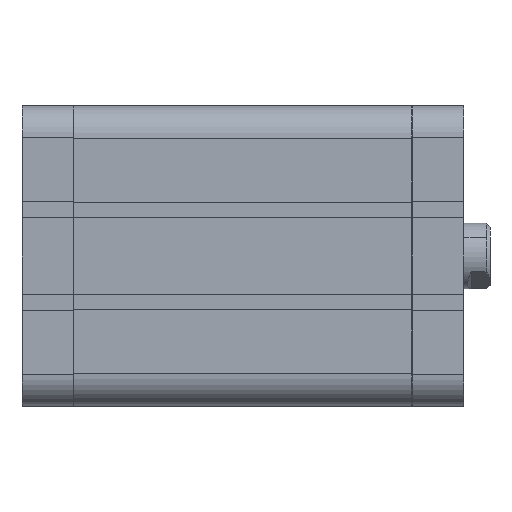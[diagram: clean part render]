
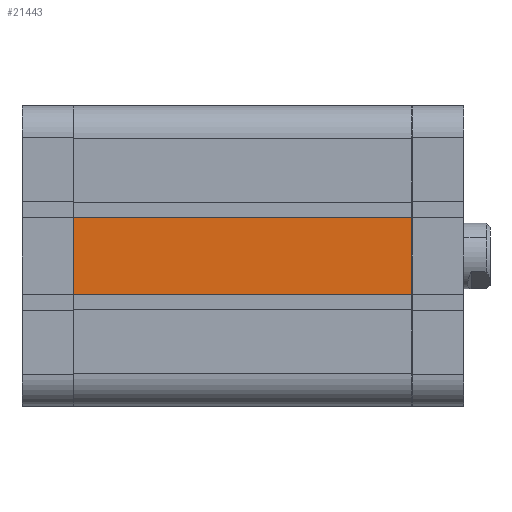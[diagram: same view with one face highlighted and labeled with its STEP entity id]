
A CAD part, front view. The second image highlights one B-rep face of the part: STEP entity #21443.
In plain terms, the highlighted planar face has unit normal (0, -1, 0).
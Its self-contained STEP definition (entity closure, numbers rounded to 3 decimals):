
#2994 = DIRECTION ( 'NONE',  ( 0., 0., -1. ) ) ;
#4657 = EDGE_CURVE ( 'NONE', #11318, #8843, #6294, .T. ) ;
#4705 = CARTESIAN_POINT ( 'NONE',  ( 128., -56.75, 14.7 ) ) ;
#5731 = EDGE_CURVE ( 'NONE', #23108, #11318, #33010, .T. ) ;
#5913 = CARTESIAN_POINT ( 'NONE',  ( 0., -56.75, 14.7 ) ) ;
#5932 = LINE ( 'NONE', #13473, #11119 ) ;
#6294 = LINE ( 'NONE', #30205, #9816 ) ;
#6682 = CARTESIAN_POINT ( 'NONE',  ( 128.001, -56.75, 14.7 ) ) ;
#7135 = VECTOR ( 'NONE', #8033, 1000. ) ;
#8033 = DIRECTION ( 'NONE',  ( -1., 0., 0. ) ) ;
#8843 = VERTEX_POINT ( 'NONE', #9771 ) ;
#9050 = FACE_OUTER_BOUND ( 'NONE', #14909, .T. ) ;
#9771 = CARTESIAN_POINT ( 'NONE',  ( 0., -56.75, -14.7 ) ) ;
#9816 = VECTOR ( 'NONE', #21755, 1000. ) ;
#11119 = VECTOR ( 'NONE', #2994, 1000. ) ;
#11318 = VERTEX_POINT ( 'NONE', #5913 ) ;
#13473 = CARTESIAN_POINT ( 'NONE',  ( 128., -56.75, -56.75 ) ) ;
#14119 = ORIENTED_EDGE ( 'NONE', *, *, #5731, .T. ) ;
#14545 = DIRECTION ( 'NONE',  ( 0., 1., 0. ) ) ;
#14909 = EDGE_LOOP ( 'NONE', ( #14119, #32936, #33269, #20959 ) ) ;
#20959 = ORIENTED_EDGE ( 'NONE', *, *, #25617, .F. ) ;
#21091 = LINE ( 'NONE', #31613, #7135 ) ;
#21232 = EDGE_CURVE ( 'NONE', #32835, #8843, #21091, .T. ) ;
#21443 = ADVANCED_FACE ( 'NONE', ( #9050 ), #27473, .F. ) ;
#21755 = DIRECTION ( 'NONE',  ( 0., 0., -1. ) ) ;
#23108 = VERTEX_POINT ( 'NONE', #4705 ) ;
#24918 = DIRECTION ( 'NONE',  ( -1., 0., 0. ) ) ;
#25390 = DIRECTION ( 'NONE',  ( 0., 0., 1. ) ) ;
#25617 = EDGE_CURVE ( 'NONE', #23108, #32835, #5932, .T. ) ;
#27473 = PLANE ( 'NONE',  #28041 ) ;
#27642 = CARTESIAN_POINT ( 'NONE',  ( 128., -56.75, -56.75 ) ) ;
#28041 = AXIS2_PLACEMENT_3D ( 'NONE', #27642, #14545, #25390 ) ;
#30205 = CARTESIAN_POINT ( 'NONE',  ( 0., -56.75, -56.75 ) ) ;
#31613 = CARTESIAN_POINT ( 'NONE',  ( 128.001, -56.75, -14.7 ) ) ;
#32216 = CARTESIAN_POINT ( 'NONE',  ( 128., -56.75, -14.7 ) ) ;
#32835 = VERTEX_POINT ( 'NONE', #32216 ) ;
#32936 = ORIENTED_EDGE ( 'NONE', *, *, #4657, .T. ) ;
#33010 = LINE ( 'NONE', #6682, #33137 ) ;
#33137 = VECTOR ( 'NONE', #24918, 1000. ) ;
#33269 = ORIENTED_EDGE ( 'NONE', *, *, #21232, .F. ) ;
